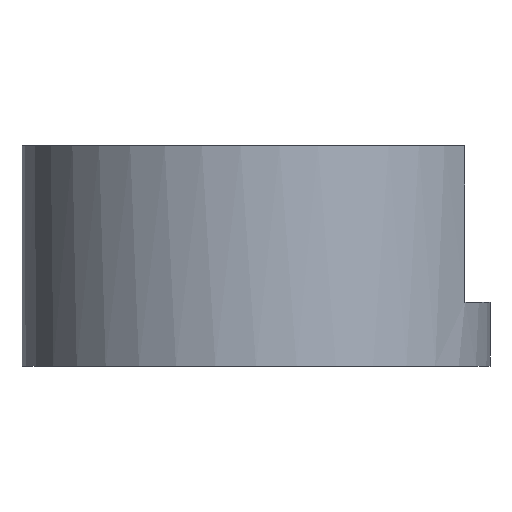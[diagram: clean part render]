
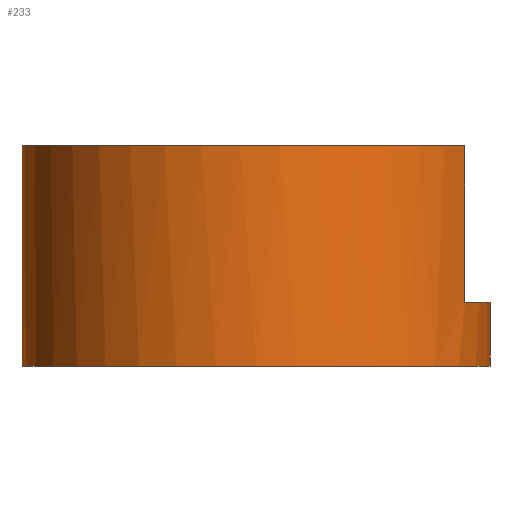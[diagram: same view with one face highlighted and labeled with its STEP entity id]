
A CAD part, front view. The second image highlights one B-rep face of the part: STEP entity #233.
In plain terms, the highlighted cylindrical face has radius 26.988 mm (diameter 53.975 mm), a partial arc.
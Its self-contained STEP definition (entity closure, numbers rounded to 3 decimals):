
#42=CARTESIAN_POINT('Vertex',(-26.988,0.,63.5)) ;
#45=CARTESIAN_POINT('Axis2P3D Location',(0.,0.,63.5)) ;
#49=CARTESIAN_POINT('Vertex',(24.098,-12.149,63.5)) ;
#141=CARTESIAN_POINT('Vertex',(24.098,-12.149,45.454)) ;
#144=CARTESIAN_POINT('Axis2P3D Location',(0.,0.,45.454)) ;
#148=CARTESIAN_POINT('Vertex',(26.988,0.,45.454)) ;
#175=CARTESIAN_POINT('Line Origine',(24.098,-12.149,54.477)) ;
#187=CARTESIAN_POINT('Axis2P3D Location',(0.,0.,31.75)) ;
#192=CARTESIAN_POINT('Line Origine',(-26.988,0.,31.75)) ;
#196=CARTESIAN_POINT('Vertex',(-26.988,0.,38.1)) ;
#199=CARTESIAN_POINT('Line Origine',(26.988,0.,31.75)) ;
#203=CARTESIAN_POINT('Vertex',(26.988,0.,38.1)) ;
#220=CARTESIAN_POINT('Axis2P3D Location',(0.,0.,38.1)) ;
#177=VECTOR('Line Direction',#176,1.) ;
#194=VECTOR('Line Direction',#193,1.) ;
#201=VECTOR('Line Direction',#200,1.) ;
#46=DIRECTION('Axis2P3D Direction',(0.,0.,1.)) ;
#145=DIRECTION('Axis2P3D Direction',(-0.,0.,1.)) ;
#176=DIRECTION('Vector Direction',(0.,0.,-1.)) ;
#188=DIRECTION('Axis2P3D Direction',(0.,0.,1.)) ;
#189=DIRECTION('Axis2P3D XDirection',(1.,0.,0.)) ;
#193=DIRECTION('Vector Direction',(0.,0.,1.)) ;
#200=DIRECTION('Vector Direction',(0.,0.,1.)) ;
#221=DIRECTION('Axis2P3D Direction',(0.,0.,1.)) ;
#47=AXIS2_PLACEMENT_3D('Circle Axis2P3D',#45,#46,$) ;
#146=AXIS2_PLACEMENT_3D('Circle Axis2P3D',#144,#145,$) ;
#190=AXIS2_PLACEMENT_3D('Cylinder Axis2P3D',#187,#188,#189) ;
#222=AXIS2_PLACEMENT_3D('Circle Axis2P3D',#220,#221,$) ;
#178=LINE('Line',#175,#177) ;
#195=LINE('Line',#192,#194) ;
#202=LINE('Line',#199,#201) ;
#48=CIRCLE('generated circle',#47,26.988) ;
#147=CIRCLE('generated circle',#146,26.988) ;
#223=CIRCLE('generated circle',#222,26.988) ;
#191=CYLINDRICAL_SURFACE('generated cylinder',#190,26.988) ;
#51=EDGE_CURVE('',#43,#50,#48,.T.) ;
#150=EDGE_CURVE('',#142,#149,#147,.T.) ;
#179=EDGE_CURVE('',#50,#142,#178,.T.) ;
#198=EDGE_CURVE('',#197,#43,#195,.T.) ;
#205=EDGE_CURVE('',#204,#149,#202,.T.) ;
#224=EDGE_CURVE('',#197,#204,#223,.T.) ;
#226=ORIENTED_EDGE('',*,*,#205,.T.) ;
#227=ORIENTED_EDGE('',*,*,#150,.F.) ;
#228=ORIENTED_EDGE('',*,*,#179,.F.) ;
#229=ORIENTED_EDGE('',*,*,#51,.F.) ;
#230=ORIENTED_EDGE('',*,*,#198,.F.) ;
#231=ORIENTED_EDGE('',*,*,#224,.T.) ;
#225=EDGE_LOOP('',(#226,#227,#228,#229,#230,#231)) ;
#43=VERTEX_POINT('',#42) ;
#50=VERTEX_POINT('',#49) ;
#142=VERTEX_POINT('',#141) ;
#149=VERTEX_POINT('',#148) ;
#197=VERTEX_POINT('',#196) ;
#204=VERTEX_POINT('',#203) ;
#233=ADVANCED_FACE('PartBody',(#232),#191,.T.) ;
#232=FACE_OUTER_BOUND('',#225,.T.) ;
